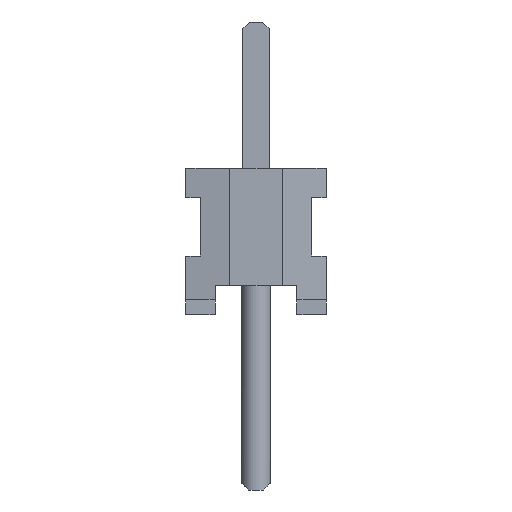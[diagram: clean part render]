
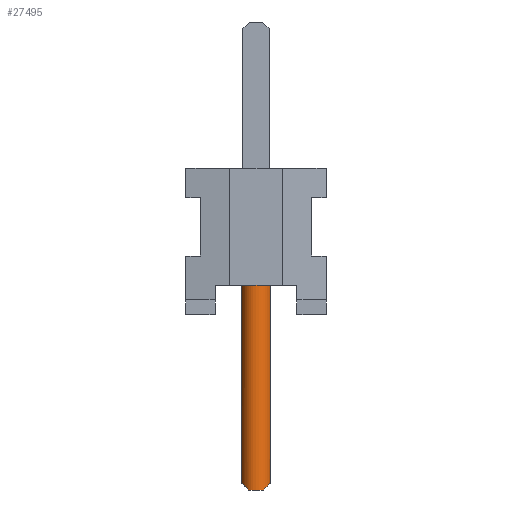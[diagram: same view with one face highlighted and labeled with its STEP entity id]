
A CAD part, left-side view. The second image highlights one B-rep face of the part: STEP entity #27495.
In plain terms, the highlighted cylindrical face has radius 0.254 mm (diameter 0.508 mm), a full revolution.
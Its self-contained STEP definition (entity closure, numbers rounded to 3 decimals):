
#26029 = EDGE_CURVE('',#26030,#26032,#26034,.T.);
#26030 = VERTEX_POINT('',#26031);
#26031 = CARTESIAN_POINT('',(-12.954,0.,1.27));
#26032 = VERTEX_POINT('',#26033);
#26033 = CARTESIAN_POINT('',(-12.48,0.127,1.27));
#26034 = CIRCLE('',#26035,0.254);
#26035 = AXIS2_PLACEMENT_3D('',#26036,#26037,#26038);
#26036 = CARTESIAN_POINT('',(-12.7,0.,1.27));
#26037 = DIRECTION('',(0.,0.,1.));
#26038 = DIRECTION('',(1.,0.,0.));
#26040 = EDGE_CURVE('',#26032,#26030,#26041,.T.);
#26041 = CIRCLE('',#26042,0.254);
#26042 = AXIS2_PLACEMENT_3D('',#26043,#26044,#26045);
#26043 = CARTESIAN_POINT('',(-12.7,0.,1.27));
#26044 = DIRECTION('',(0.,0.,1.));
#26045 = DIRECTION('',(1.,0.,0.));
#27495 = ADVANCED_FACE('',(#27496),#27542,.T.);
#27496 = FACE_BOUND('',#27497,.T.);
#27497 = EDGE_LOOP('',(#27498,#27499,#27506,#27515,#27524,#27533,#27540,
    #27541));
#27498 = ORIENTED_EDGE('',*,*,#26040,.F.);
#27499 = ORIENTED_EDGE('',*,*,#27500,.T.);
#27500 = EDGE_CURVE('',#26032,#27501,#27503,.T.);
#27501 = VERTEX_POINT('',#27502);
#27502 = CARTESIAN_POINT('',(-12.48,0.127,-3.048));
#27503 = B_SPLINE_CURVE_WITH_KNOTS('',1,(#27504,#27505),.UNSPECIFIED.,
  .F.,.F.,(2,2),(0.,4.318),.PIECEWISE_BEZIER_KNOTS.);
#27504 = CARTESIAN_POINT('',(-12.48,0.127,1.27));
#27505 = CARTESIAN_POINT('',(-12.48,0.127,-3.048));
#27506 = ORIENTED_EDGE('',*,*,#27507,.T.);
#27507 = EDGE_CURVE('',#27501,#27508,#27510,.T.);
#27508 = VERTEX_POINT('',#27509);
#27509 = CARTESIAN_POINT('',(-12.92,0.127,-3.048));
#27510 = ELLIPSE('',#27511,0.359,0.254);
#27511 = AXIS2_PLACEMENT_3D('',#27512,#27513,#27514);
#27512 = CARTESIAN_POINT('',(-12.7,0.,-3.175));
#27513 = DIRECTION('',(0.,-0.707,0.707));
#27514 = DIRECTION('',(0.,-0.707,-0.707));
#27515 = ORIENTED_EDGE('',*,*,#27516,.T.);
#27516 = EDGE_CURVE('',#27508,#27517,#27519,.T.);
#27517 = VERTEX_POINT('',#27518);
#27518 = CARTESIAN_POINT('',(-12.92,-0.127,-3.048));
#27519 = CIRCLE('',#27520,0.254);
#27520 = AXIS2_PLACEMENT_3D('',#27521,#27522,#27523);
#27521 = CARTESIAN_POINT('',(-12.7,0.,-3.048));
#27522 = DIRECTION('',(0.,0.,1.));
#27523 = DIRECTION('',(0.,-1.,0.));
#27524 = ORIENTED_EDGE('',*,*,#27525,.T.);
#27525 = EDGE_CURVE('',#27517,#27526,#27528,.T.);
#27526 = VERTEX_POINT('',#27527);
#27527 = CARTESIAN_POINT('',(-12.48,-0.127,-3.048));
#27528 = ELLIPSE('',#27529,0.359,0.254);
#27529 = AXIS2_PLACEMENT_3D('',#27530,#27531,#27532);
#27530 = CARTESIAN_POINT('',(-12.7,0.,-3.175));
#27531 = DIRECTION('',(0.,0.707,0.707));
#27532 = DIRECTION('',(0.,0.707,-0.707));
#27533 = ORIENTED_EDGE('',*,*,#27534,.T.);
#27534 = EDGE_CURVE('',#27526,#27501,#27535,.T.);
#27535 = CIRCLE('',#27536,0.254);
#27536 = AXIS2_PLACEMENT_3D('',#27537,#27538,#27539);
#27537 = CARTESIAN_POINT('',(-12.7,0.,-3.048));
#27538 = DIRECTION('',(0.,0.,1.));
#27539 = DIRECTION('',(0.,-1.,0.));
#27540 = ORIENTED_EDGE('',*,*,#27500,.F.);
#27541 = ORIENTED_EDGE('',*,*,#26029,.F.);
#27542 = CYLINDRICAL_SURFACE('',#27543,0.254);
#27543 = AXIS2_PLACEMENT_3D('',#27544,#27545,#27546);
#27544 = CARTESIAN_POINT('',(-12.7,0.,1.27));
#27545 = DIRECTION('',(0.,0.,-1.));
#27546 = DIRECTION('',(0.,1.,0.));
